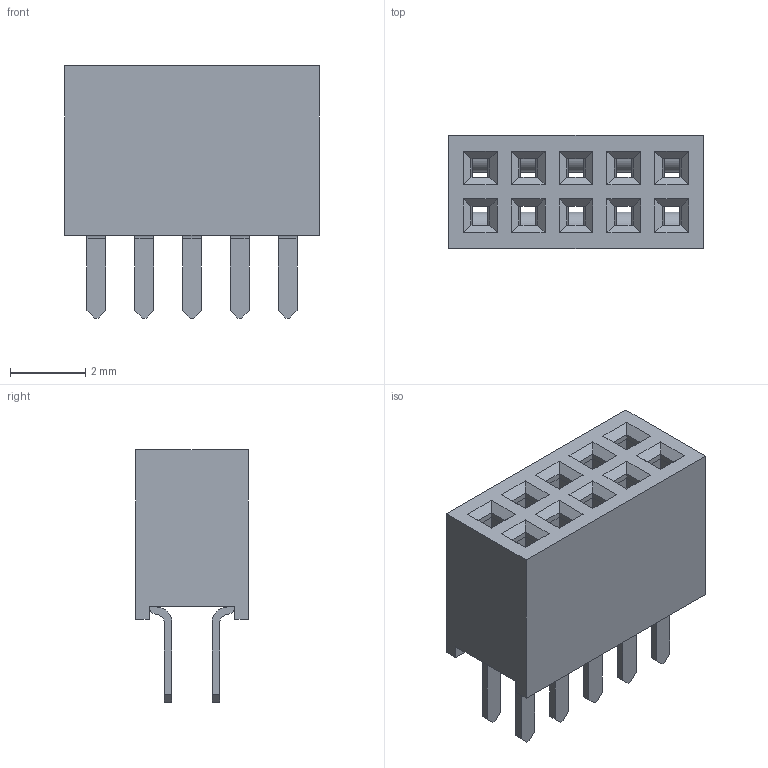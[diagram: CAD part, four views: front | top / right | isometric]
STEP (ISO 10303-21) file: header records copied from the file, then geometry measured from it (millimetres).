
FILE_DESCRIPTION(/* description */ ('Unknown'),/* implementation_level */ '2;1');
FILE_NAME(/* name */ '62201021821',/* time_stamp */ '2016-11-09T11:51:24+01:00',/* author */ ('Unknown'),/* organization */ ('Unknown'),/* preprocessor_version */ 'ST-DEVELOPER v16.7',/* originating_system */ 'DEX',/* authorisation */ $);
FILE_SCHEMA (('AUTOMOTIVE_DESIGN {1 0 10303 214 3 1 1}'));
Length unit declared in the file: millimetre
Products named in the file (3): 6220xx21821; 62201021821
Assembly tree (11 placements, depth 2):
  6220xx21821
    62201021821
    6220xx21821  x10
Bounding box: 6.75 x 3 x 6.7 mm (x, y, z)
Volume: 62.8 mm3; surface area: 492.5 mm2
Topology: 11 solids, 11 shells, 890 faces, 2384 edges, 1516 vertices
Faces by surface type: plane 590, cylinder 280, bspline 20
Entity records: 8822 total; most frequent: CARTESIAN_POINT 1582, ORIENTED_EDGE 1528, DIRECTION 1386, EDGE_CURVE 764, LINE 702, VECTOR 702, VERTEX_POINT 490, AXIS2_PLACEMENT_3D 342
